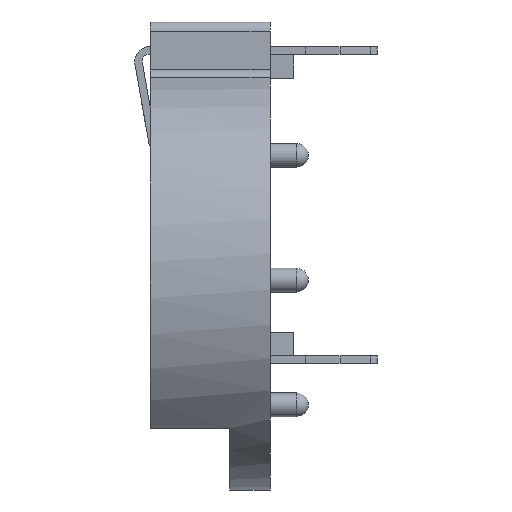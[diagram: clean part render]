
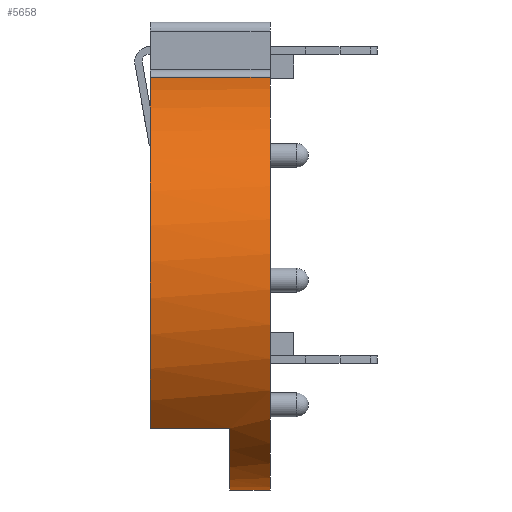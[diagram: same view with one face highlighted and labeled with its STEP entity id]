
A CAD part, left-side view. The second image highlights one B-rep face of the part: STEP entity #5658.
In plain terms, the highlighted cylindrical face has radius 13.881 mm (diameter 27.762 mm), a partial arc.
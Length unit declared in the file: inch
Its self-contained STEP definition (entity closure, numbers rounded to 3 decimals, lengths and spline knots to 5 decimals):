
#2409 = DIRECTION ( 'NONE',  ( 0., -1., 0. ) ) ;
#2410 = VECTOR ( 'NONE', #2409, 39.37008 ) ;
#2411 = CARTESIAN_POINT ( 'NONE',  ( -0.13988, 0.312, 0.52829 ) ) ;
#2412 = LINE ( 'NONE', #2411, #2410 ) ;
#2974 = FACE_OUTER_BOUND ( 'NONE', #5419, .T. ) ;
#3029 = DIRECTION ( 'NONE',  ( 0., 0., -1. ) ) ;
#3030 = DIRECTION ( 'NONE',  ( 0., -1., 0. ) ) ;
#3031 = AXIS2_PLACEMENT_3D ( 'NONE', #3033, #3030, #3029 ) ;
#3033 = CARTESIAN_POINT ( 'NONE',  ( 0., 0.312, 0. ) ) ;
#3034 = CYLINDRICAL_SURFACE ( 'NONE', #3031, 0.5465 ) ;
#3078 = CARTESIAN_POINT ( 'NONE',  ( -0.38643, 0.312, -0.38643 ) ) ;
#3092 = DIRECTION ( 'NONE',  ( 0., -1., 0. ) ) ;
#3093 = VECTOR ( 'NONE', #3092, 39.37008 ) ;
#3094 = CARTESIAN_POINT ( 'NONE',  ( -0.38643, 0.312, -0.38643 ) ) ;
#3095 = LINE ( 'NONE', #3094, #3093 ) ;
#3475 = CIRCLE ( 'NONE', #3605, 0.5465 ) ;
#3508 = DIRECTION ( 'NONE',  ( 0., 1., 0. ) ) ;
#3509 = CARTESIAN_POINT ( 'NONE',  ( 0., 0.105, 0. ) ) ;
#3517 = CARTESIAN_POINT ( 'NONE',  ( -0.13988, 0.312, 0.52829 ) ) ;
#3518 = DIRECTION ( 'NONE',  ( 0., 0., 1. ) ) ;
#3519 = DIRECTION ( 'NONE',  ( 0., 1., 0. ) ) ;
#3522 = DIRECTION ( 'NONE',  ( 0., 0., 1. ) ) ;
#3542 = CARTESIAN_POINT ( 'NONE',  ( 0., 0., 0. ) ) ;
#3543 = AXIS2_PLACEMENT_3D ( 'NONE', #3542, #3519, #3518 ) ;
#3544 = CIRCLE ( 'NONE', #3543, 0.5465 ) ;
#3569 = CARTESIAN_POINT ( 'NONE',  ( -0.38643, 0.105, -0.38643 ) ) ;
#3570 = CARTESIAN_POINT ( 'NONE',  ( 0., 0.105, -0.5465 ) ) ;
#3595 = CARTESIAN_POINT ( 'NONE',  ( -0.13988, 0., 0.52829 ) ) ;
#3605 = AXIS2_PLACEMENT_3D ( 'NONE', #3509, #3508, #3522 ) ;
#3631 = CARTESIAN_POINT ( 'NONE',  ( 0., 0., -0.5465 ) ) ;
#3632 = DIRECTION ( 'NONE',  ( 0., -1., 0. ) ) ;
#3633 = VECTOR ( 'NONE', #3632, 39.37008 ) ;
#3638 = DIRECTION ( 'NONE',  ( 0., 0., 1. ) ) ;
#3639 = DIRECTION ( 'NONE',  ( 0., 1., 0. ) ) ;
#3640 = CARTESIAN_POINT ( 'NONE',  ( 0., 0.312, 0. ) ) ;
#3641 = AXIS2_PLACEMENT_3D ( 'NONE', #3640, #3639, #3638 ) ;
#3642 = CIRCLE ( 'NONE', #3641, 0.5465 ) ;
#3643 = CARTESIAN_POINT ( 'NONE',  ( 0., 0.312, -0.5465 ) ) ;
#3644 = LINE ( 'NONE', #3643, #3633 ) ;
#5380 = ORIENTED_EDGE ( 'NONE', *, *, #5427, .T. ) ;
#5390 = VERTEX_POINT ( 'NONE', #3078 ) ;
#5419 = EDGE_LOOP ( 'NONE', ( #5631, #5992, #5968, #5944, #5895, #5380 ) ) ;
#5427 = EDGE_CURVE ( 'NONE', #5390, #5974, #3095, .T. ) ;
#5477 = EDGE_CURVE ( 'NONE', #5970, #5951, #2412, .T. ) ;
#5631 = ORIENTED_EDGE ( 'NONE', *, *, #5913, .F. ) ;
#5658 = ADVANCED_FACE ( 'NONE', ( #2974 ), #3034, .T. ) ;
#5895 = ORIENTED_EDGE ( 'NONE', *, *, #5990, .F. ) ;
#5913 = EDGE_CURVE ( 'NONE', #5973, #5974, #3475, .T. ) ;
#5944 = ORIENTED_EDGE ( 'NONE', *, *, #5477, .F. ) ;
#5951 = VERTEX_POINT ( 'NONE', #3595 ) ;
#5968 = ORIENTED_EDGE ( 'NONE', *, *, #5969, .T. ) ;
#5969 = EDGE_CURVE ( 'NONE', #6004, #5951, #3544, .T. ) ;
#5970 = VERTEX_POINT ( 'NONE', #3517 ) ;
#5973 = VERTEX_POINT ( 'NONE', #3570 ) ;
#5974 = VERTEX_POINT ( 'NONE', #3569 ) ;
#5990 = EDGE_CURVE ( 'NONE', #5390, #5970, #3642, .T. ) ;
#5992 = ORIENTED_EDGE ( 'NONE', *, *, #5997, .T. ) ;
#5997 = EDGE_CURVE ( 'NONE', #5973, #6004, #3644, .T. ) ;
#6004 = VERTEX_POINT ( 'NONE', #3631 ) ;
